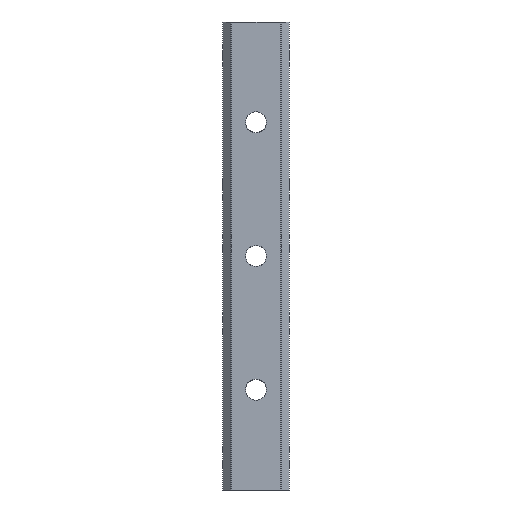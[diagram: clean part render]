
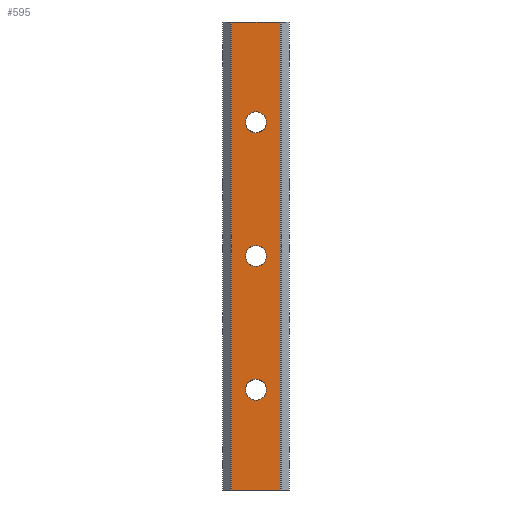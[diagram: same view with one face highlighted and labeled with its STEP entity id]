
A CAD part, front view. The second image highlights one B-rep face of the part: STEP entity #595.
In plain terms, the highlighted planar face has unit normal (0, -1, 0).
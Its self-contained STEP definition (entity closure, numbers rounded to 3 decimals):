
#31 = AXIS2_PLACEMENT_3D ( 'NONE', #150, #325, #485 ) ;
#35 = ORIENTED_EDGE ( 'NONE', *, *, #1154, .T. ) ;
#43 = EDGE_CURVE ( 'NONE', #1907, #1910, #106, .T. ) ;
#45 = FACE_BOUND ( 'NONE', #1426, .T. ) ;
#106 = CIRCLE ( 'NONE', #1478, 1.25 ) ;
#132 = EDGE_CURVE ( 'NONE', #1744, #1403, #153, .T. ) ;
#150 = CARTESIAN_POINT ( 'NONE',  ( 0., -4., 0. ) ) ;
#153 = CIRCLE ( 'NONE', #31, 1.25 ) ;
#209 = DIRECTION ( 'NONE',  ( 0., 1., 0. ) ) ;
#214 = AXIS2_PLACEMENT_3D ( 'NONE', #511, #1703, #1717 ) ;
#261 = LINE ( 'NONE', #366, #1105 ) ;
#265 = DIRECTION ( 'NONE',  ( 0., 0., 1. ) ) ;
#282 = DIRECTION ( 'NONE',  ( 0., 1., 0. ) ) ;
#287 = CARTESIAN_POINT ( 'NONE',  ( 0., -4., 16. ) ) ;
#307 = CARTESIAN_POINT ( 'NONE',  ( -4., -4., 28. ) ) ;
#325 = DIRECTION ( 'NONE',  ( 0., 1., 0. ) ) ;
#327 = EDGE_LOOP ( 'NONE', ( #1356, #35 ) ) ;
#358 = PLANE ( 'NONE',  #214 ) ;
#366 = CARTESIAN_POINT ( 'NONE',  ( -2.896, -4., -28. ) ) ;
#371 = VECTOR ( 'NONE', #265, 1000. ) ;
#456 = DIRECTION ( 'NONE',  ( 0., 1., 0. ) ) ;
#461 = ORIENTED_EDGE ( 'NONE', *, *, #737, .T. ) ;
#485 = DIRECTION ( 'NONE',  ( 0., 0., 1. ) ) ;
#511 = CARTESIAN_POINT ( 'NONE',  ( -4., -4., 12. ) ) ;
#523 = VERTEX_POINT ( 'NONE', #1466 ) ;
#581 = VERTEX_POINT ( 'NONE', #1143 ) ;
#590 = CARTESIAN_POINT ( 'NONE',  ( -2.896, -4., -28. ) ) ;
#595 = ADVANCED_FACE ( 'NONE', ( #45, #1097, #1684, #1734 ), #358, .F. ) ;
#627 = AXIS2_PLACEMENT_3D ( 'NONE', #1892, #2080, #1923 ) ;
#643 = DIRECTION ( 'NONE',  ( 1., 0., 0. ) ) ;
#657 = CIRCLE ( 'NONE', #627, 1.25 ) ;
#672 = ORIENTED_EDGE ( 'NONE', *, *, #1342, .T. ) ;
#703 = EDGE_LOOP ( 'NONE', ( #1506, #672, #1623, #908 ) ) ;
#737 = EDGE_CURVE ( 'NONE', #1910, #1907, #657, .T. ) ;
#785 = CARTESIAN_POINT ( 'NONE',  ( 0., -4., -16. ) ) ;
#796 = DIRECTION ( 'NONE',  ( 0., 1., 0. ) ) ;
#908 = ORIENTED_EDGE ( 'NONE', *, *, #1632, .T. ) ;
#910 = CIRCLE ( 'NONE', #1375, 1.25 ) ;
#956 = DIRECTION ( 'NONE',  ( 0., 0., 1. ) ) ;
#963 = ORIENTED_EDGE ( 'NONE', *, *, #2062, .T. ) ;
#1017 = LINE ( 'NONE', #1316, #1618 ) ;
#1054 = DIRECTION ( 'NONE',  ( 0., 0., -1. ) ) ;
#1097 = FACE_BOUND ( 'NONE', #1204, .T. ) ;
#1105 = VECTOR ( 'NONE', #1054, 1000. ) ;
#1143 = CARTESIAN_POINT ( 'NONE',  ( 0., -4., -14.75 ) ) ;
#1154 = EDGE_CURVE ( 'NONE', #1403, #1744, #1510, .T. ) ;
#1164 = CARTESIAN_POINT ( 'NONE',  ( 0., -4., 14.75 ) ) ;
#1204 = EDGE_LOOP ( 'NONE', ( #1628, #963 ) ) ;
#1279 = CARTESIAN_POINT ( 'NONE',  ( 0., -4., 1.25 ) ) ;
#1316 = CARTESIAN_POINT ( 'NONE',  ( -4., -4., -28. ) ) ;
#1342 = EDGE_CURVE ( 'NONE', #1520, #523, #2118, .T. ) ;
#1356 = ORIENTED_EDGE ( 'NONE', *, *, #132, .T. ) ;
#1375 = AXIS2_PLACEMENT_3D ( 'NONE', #785, #282, #956 ) ;
#1382 = VECTOR ( 'NONE', #643, 1000. ) ;
#1391 = DIRECTION ( 'NONE',  ( 0., 0., 1. ) ) ;
#1403 = VERTEX_POINT ( 'NONE', #1958 ) ;
#1426 = EDGE_LOOP ( 'NONE', ( #1592, #461 ) ) ;
#1433 = CARTESIAN_POINT ( 'NONE',  ( -2.896, -4., 28. ) ) ;
#1435 = CARTESIAN_POINT ( 'NONE',  ( 2.896, -4., 28. ) ) ;
#1466 = CARTESIAN_POINT ( 'NONE',  ( 2.896, -4., 28. ) ) ;
#1471 = CARTESIAN_POINT ( 'NONE',  ( 0., -4., -16. ) ) ;
#1477 = AXIS2_PLACEMENT_3D ( 'NONE', #1729, #209, #1391 ) ;
#1478 = AXIS2_PLACEMENT_3D ( 'NONE', #287, #796, #1978 ) ;
#1492 = CARTESIAN_POINT ( 'NONE',  ( 2.896, -4., -28. ) ) ;
#1506 = ORIENTED_EDGE ( 'NONE', *, *, #1843, .T. ) ;
#1510 = CIRCLE ( 'NONE', #1477, 1.25 ) ;
#1520 = VERTEX_POINT ( 'NONE', #1492 ) ;
#1592 = ORIENTED_EDGE ( 'NONE', *, *, #43, .T. ) ;
#1618 = VECTOR ( 'NONE', #1800, 1000. ) ;
#1623 = ORIENTED_EDGE ( 'NONE', *, *, #2099, .F. ) ;
#1628 = ORIENTED_EDGE ( 'NONE', *, *, #1856, .T. ) ;
#1632 = EDGE_CURVE ( 'NONE', #1679, #1967, #261, .T. ) ;
#1638 = DIRECTION ( 'NONE',  ( 0., 0., 1. ) ) ;
#1645 = AXIS2_PLACEMENT_3D ( 'NONE', #1471, #456, #1638 ) ;
#1647 = CIRCLE ( 'NONE', #1645, 1.25 ) ;
#1679 = VERTEX_POINT ( 'NONE', #1433 ) ;
#1684 = FACE_OUTER_BOUND ( 'NONE', #703, .T. ) ;
#1703 = DIRECTION ( 'NONE',  ( 0., 1., 0. ) ) ;
#1717 = DIRECTION ( 'NONE',  ( 0., 0., 1. ) ) ;
#1729 = CARTESIAN_POINT ( 'NONE',  ( 0., -4., 0. ) ) ;
#1734 = FACE_BOUND ( 'NONE', #327, .T. ) ;
#1744 = VERTEX_POINT ( 'NONE', #1279 ) ;
#1800 = DIRECTION ( 'NONE',  ( 1., 0., 0. ) ) ;
#1827 = LINE ( 'NONE', #307, #1382 ) ;
#1843 = EDGE_CURVE ( 'NONE', #1967, #1520, #1017, .T. ) ;
#1856 = EDGE_CURVE ( 'NONE', #581, #2047, #910, .T. ) ;
#1892 = CARTESIAN_POINT ( 'NONE',  ( 0., -4., 16. ) ) ;
#1907 = VERTEX_POINT ( 'NONE', #2172 ) ;
#1910 = VERTEX_POINT ( 'NONE', #1164 ) ;
#1923 = DIRECTION ( 'NONE',  ( 0., 0., 1. ) ) ;
#1958 = CARTESIAN_POINT ( 'NONE',  ( 0., -4., -1.25 ) ) ;
#1967 = VERTEX_POINT ( 'NONE', #590 ) ;
#1978 = DIRECTION ( 'NONE',  ( 0., 0., 1. ) ) ;
#2047 = VERTEX_POINT ( 'NONE', #2138 ) ;
#2062 = EDGE_CURVE ( 'NONE', #2047, #581, #1647, .T. ) ;
#2080 = DIRECTION ( 'NONE',  ( 0., 1., 0. ) ) ;
#2099 = EDGE_CURVE ( 'NONE', #1679, #523, #1827, .T. ) ;
#2118 = LINE ( 'NONE', #1435, #371 ) ;
#2138 = CARTESIAN_POINT ( 'NONE',  ( 0., -4., -17.25 ) ) ;
#2172 = CARTESIAN_POINT ( 'NONE',  ( 0., -4., 17.25 ) ) ;
